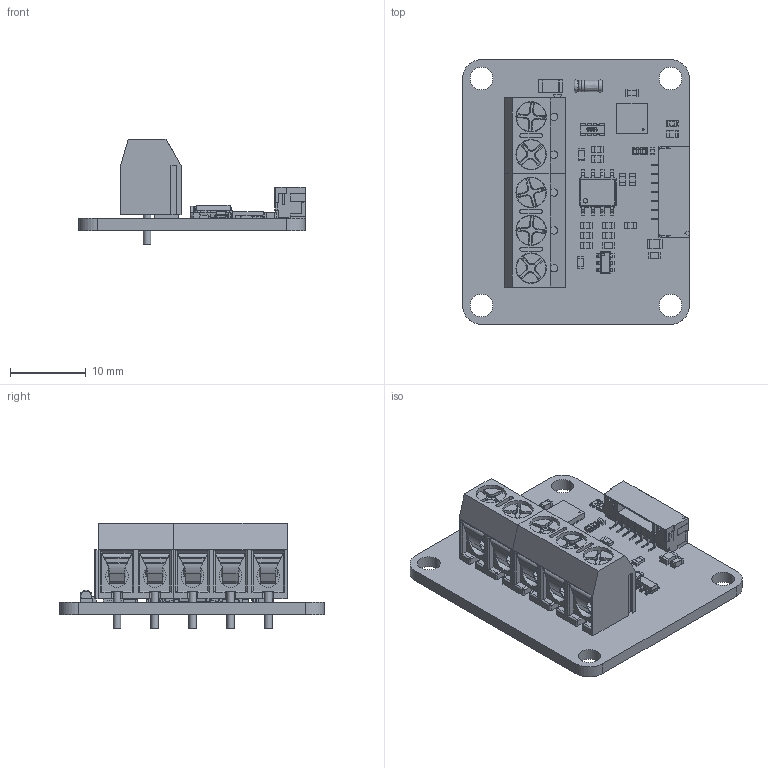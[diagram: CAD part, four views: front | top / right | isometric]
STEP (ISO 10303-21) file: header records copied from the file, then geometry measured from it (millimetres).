
FILE_DESCRIPTION(('FreeCAD Model'),'2;1');
FILE_NAME( 'analog-out-v3.step', '2018-07-31T09:06:26',('kicad StepUp'),('ksu MCAD'), 'Open CASCADE STEP processor 7.3','FreeCAD','Unknown');
FILE_SCHEMA(('AUTOMOTIVE_DESIGN { 1 0 10303 214 1 1 1 1 }'));
Length unit declared in the file: millimetre
Products named in the file (33): analog-out-v3; Board_Geoms; Pcb; Step_Models; Top; QFN-24_4x4mm_Pitch0.5mm_; Cut_; R_0603_; BrickletConn_7pin_; D_0603_blue_; R_0603_001; R_0603_002; R_0603_003; R_0603_004; R_0603_005; R_0603_006; R_0603_007; R_0603_008; R_0603_009; R_0603_010; C_0603_; C_0603_001; C_0603_002; C_0805_; C_0603_003; C_0603_004; Fusion008_; soic_8_39x49_p127_; Fusion_; MiniMelf_; F_1206_; R_4x0603_; C_0402_
Assembly tree (32 placements, depth 4):
  analog-out-v3
    Board_Geoms
      Pcb
    Step_Models
      Top
        QFN-24_4x4mm_Pitch0.5mm_
        Cut_
        R_0603_
        BrickletConn_7pin_
        D_0603_blue_
        R_0603_001
        R_0603_002
        R_0603_003
        R_0603_004
        R_0603_005
        R_0603_006
        R_0603_007
        R_0603_008
        R_0603_009
        R_0603_010
        C_0603_
        C_0603_001
        C_0603_002
        C_0805_
        C_0603_003
        C_0603_004
        Fusion008_
        soic_8_39x49_p127_
        Fusion_
        MiniMelf_
        F_1206_
        R_4x0603_
        C_0402_
Bounding box: 30 x 35 x 14 mm (x, y, z)
Volume: 3152.2 mm3; surface area: 5445.1 mm2
Topology: 35 solids, 38 shells, 2493 faces, 6847 edges, 4441 vertices
Faces by surface type: plane 1746, cylinder 527, bspline 190, torus 20, sphere 10
Full cylindrical faces by diameter (mm): 0.6 x1, 1 x10, 1.3 x5, 2.4 x10, 3 x9, 3.9 x5, 4 x5
Entity records: 98506 total; most frequent: CARTESIAN_POINT 17688, ORIENTED_EDGE 13666, DIRECTION 12202, EDGE_CURVE 6837, LINE 5352, VECTOR 5352, VERTEX_POINT 4441, AXIS2_PLACEMENT_3D 3425
